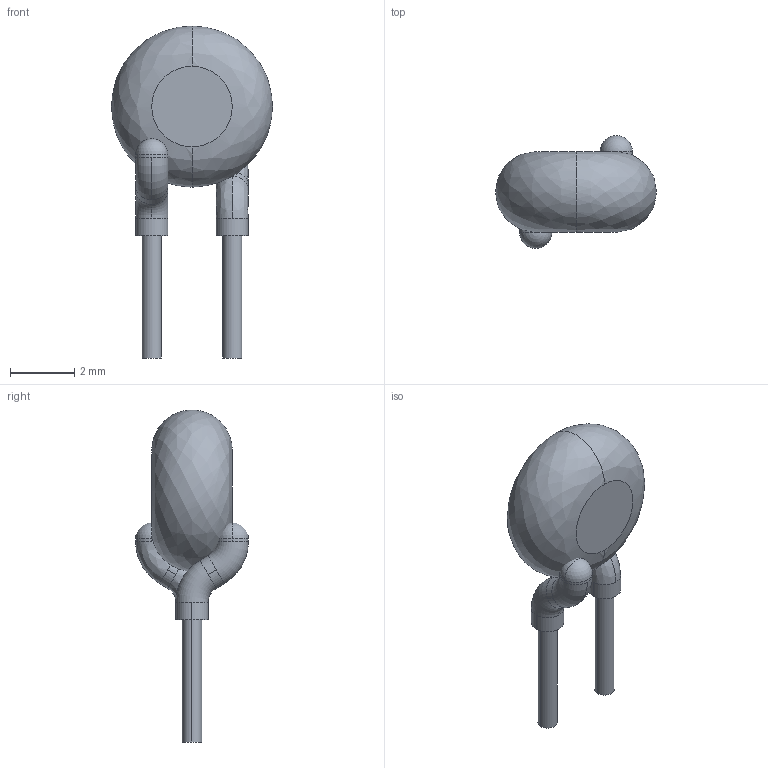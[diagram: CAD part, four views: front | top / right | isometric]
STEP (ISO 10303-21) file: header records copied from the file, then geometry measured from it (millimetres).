
FILE_DESCRIPTION((''),'2;1');
FILE_NAME('CAPRB_VISHAY_D229C20C0JH63L2R.stp','2010-10-06T10:57:28',(''),(''),'Mechanical Desktop 2010','Mechanical Desktop 2010',', , ');
FILE_SCHEMA(('AUTOMOTIVE_DESIGN { 1 2 10303 214 1 1 1 1 }'));
Length unit declared in the file: millimetre
Products named in the file (1): Product
Bounding box: 5 x 3.5 x 10.3 mm (x, y, z)
Volume: 47.3 mm3; surface area: 100.4 mm2
Topology: 5 solids, 5 shells, 38 faces, 88 edges, 56 vertices
Faces by surface type: bspline 17, cylinder 8, plane 5, sphere 4, torus 4
Entity records: 1440 total; most frequent: CARTESIAN_POINT 540, DIRECTION 196, ORIENTED_EDGE 168, AXIS2_PLACEMENT_3D 90, EDGE_CURVE 84, CIRCLE 68, VERTEX_POINT 56, EDGE_LOOP 38
